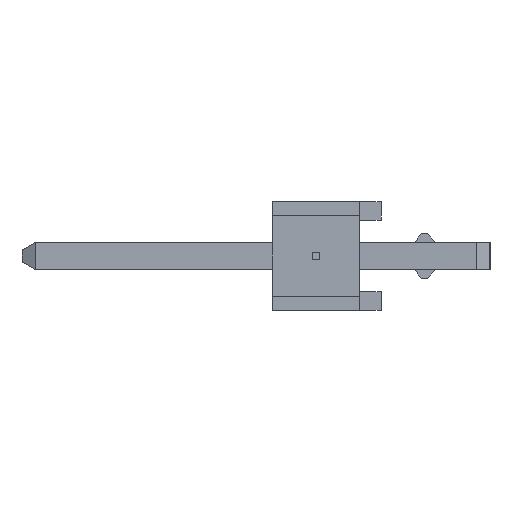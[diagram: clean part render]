
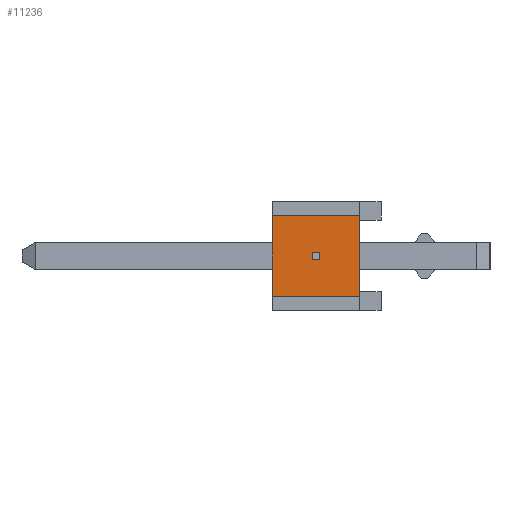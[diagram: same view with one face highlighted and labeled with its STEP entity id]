
A CAD part, left-side view. The second image highlights one B-rep face of the part: STEP entity #11236.
In plain terms, the highlighted planar face has unit normal (-1, 0, 0).
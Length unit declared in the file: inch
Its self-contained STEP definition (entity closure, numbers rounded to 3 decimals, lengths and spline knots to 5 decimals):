
#1351=ORIENTED_EDGE('',*,*,#4189,.F.);
#1352=ORIENTED_EDGE('',*,*,#4190,.F.);
#1353=ORIENTED_EDGE('',*,*,#4191,.F.);
#1354=ORIENTED_EDGE('',*,*,#4192,.F.);
#1355=ORIENTED_EDGE('',*,*,#4193,.F.);
#1356=ORIENTED_EDGE('',*,*,#4194,.F.);
#1357=ORIENTED_EDGE('',*,*,#4195,.F.);
#1358=ORIENTED_EDGE('',*,*,#4196,.F.);
#4189=EDGE_CURVE('',#5483,#5484,#6789,.T.);
#4190=EDGE_CURVE('',#5485,#5483,#6790,.T.);
#4191=EDGE_CURVE('',#5486,#5485,#6791,.T.);
#4192=EDGE_CURVE('',#5484,#5486,#6792,.T.);
#4193=EDGE_CURVE('',#5487,#5488,#6793,.T.);
#4194=EDGE_CURVE('',#5489,#5487,#6794,.T.);
#4195=EDGE_CURVE('',#5490,#5489,#6795,.T.);
#4196=EDGE_CURVE('',#5488,#5490,#6796,.T.);
#5483=VERTEX_POINT('',#16983);
#5484=VERTEX_POINT('',#16984);
#5485=VERTEX_POINT('',#16986);
#5486=VERTEX_POINT('',#16988);
#5487=VERTEX_POINT('',#16991);
#5488=VERTEX_POINT('',#16992);
#5489=VERTEX_POINT('',#16994);
#5490=VERTEX_POINT('',#16996);
#6789=LINE('',#16982,#8385);
#6790=LINE('',#16985,#8386);
#6791=LINE('',#16987,#8387);
#6792=LINE('',#16989,#8388);
#6793=LINE('',#16990,#8389);
#6794=LINE('',#16993,#8390);
#6795=LINE('',#16995,#8391);
#6796=LINE('',#16997,#8392);
#8385=VECTOR('',#13736,39.37008);
#8386=VECTOR('',#13737,39.37008);
#8387=VECTOR('',#13738,39.37008);
#8388=VECTOR('',#13739,39.37008);
#8389=VECTOR('',#13740,39.37008);
#8390=VECTOR('',#13741,39.37008);
#8391=VECTOR('',#13742,39.37008);
#8392=VECTOR('',#13743,39.37008);
#9275=EDGE_LOOP('',(#1351,#1352,#1353,#1354));
#9276=EDGE_LOOP('',(#1355,#1356,#1357,#1358));
#9945=FACE_BOUND('',#9275,.T.);
#9946=FACE_BOUND('',#9276,.T.);
#10615=PLANE('',#11883);
#11236=ADVANCED_FACE('',(#9945,#9946),#10615,.F.);
#11883=AXIS2_PLACEMENT_3D('',#16981,#13734,#13735);
#13734=DIRECTION('',(1.,0.,0.));
#13735=DIRECTION('',(0.,0.,-1.));
#13736=DIRECTION('',(0.,0.,-1.));
#13737=DIRECTION('',(0.,1.,0.));
#13738=DIRECTION('',(0.,0.,1.));
#13739=DIRECTION('',(0.,-1.,0.));
#13740=DIRECTION('',(0.,0.,-1.));
#13741=DIRECTION('',(0.,-1.,0.));
#13742=DIRECTION('',(0.,0.,1.));
#13743=DIRECTION('',(0.,1.,0.));
#16981=CARTESIAN_POINT('',(-0.592,0.,0.));
#16982=CARTESIAN_POINT('',(-0.592,0.06353,0.));
#16983=CARTESIAN_POINT('',(-0.592,0.06353,0.00339));
#16984=CARTESIAN_POINT('',(-0.592,0.06353,-0.00339));
#16985=CARTESIAN_POINT('',(-0.592,0.,0.00339));
#16986=CARTESIAN_POINT('',(-0.592,0.05647,0.00339));
#16987=CARTESIAN_POINT('',(-0.592,0.05647,0.));
#16988=CARTESIAN_POINT('',(-0.592,0.05647,-0.00339));
#16989=CARTESIAN_POINT('',(-0.592,0.,-0.00339));
#16990=CARTESIAN_POINT('',(-0.592,0.02,0.));
#16991=CARTESIAN_POINT('',(-0.592,0.02,0.037));
#16992=CARTESIAN_POINT('',(-0.592,0.02,-0.037));
#16993=CARTESIAN_POINT('',(-0.592,0.1,0.037));
#16994=CARTESIAN_POINT('',(-0.592,0.1,0.037));
#16995=CARTESIAN_POINT('',(-0.592,0.1,-0.037));
#16996=CARTESIAN_POINT('',(-0.592,0.1,-0.037));
#16997=CARTESIAN_POINT('',(-0.592,0.,-0.037));
